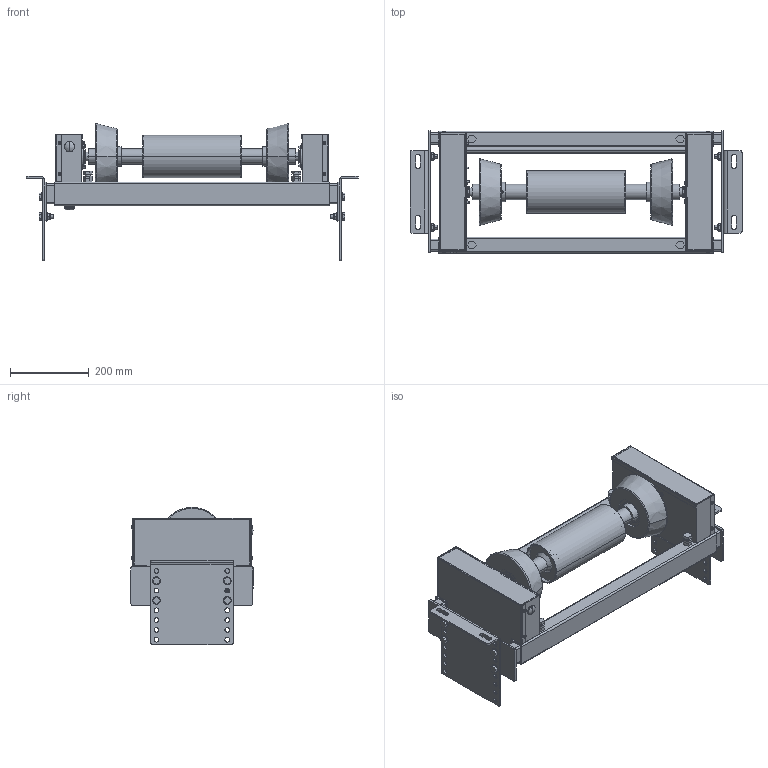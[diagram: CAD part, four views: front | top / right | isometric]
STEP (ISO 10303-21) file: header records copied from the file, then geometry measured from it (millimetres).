
FILE_DESCRIPTION((''),'2;1');
FILE_NAME('B47786_Stp.stp','2021-01-05T15:15:28',(''),(''),'Mechanical Desktop 2009','Mechanical Desktop 2009',', , ');
FILE_SCHEMA(('CONFIG_CONTROL_DESIGN'));
Length unit declared in the file: millimetre
Products named in the file (104): B47786_STP; B50029; B46957; B4695602; TEIL4A; TEIL3; VIERKANTROHR; B4695601; TEIL4; 6KT-SCHWEISSMUTTER_M12; 6KT-SCHWEISSMUTTER_M12A; EINPRESSMUTTER_M6; EINPRESSMUTTER_M6A; EINPRESSMUTTER_M4A; EINPRESSMUTTER_M4; TEIL1AAAAAA; 6KT-SCHRAUBE_M12X30; 6KT-SCHRAUBE_M12X30A; B46938; TEIL1A; B46937; TEIL1AAA; ZYL_SCHR__M4X8; ZYL_SCHR_M4X8; ZYL_SCHR__M4X16; ZYL_SCHR_M4X16; 6KT-MUTTER_M12_05D; 6KT-MUTTER_M12_05DA; FEDERRING_M4; FEDERRING_M4A; KABELVERSCHRAUBUNG_PG7; KABELVERSCHRAUBUNG_PG7A; KABELVERSCHRAUBUNG_PG11A; KABELVERSCHRAUBUNG_PG11; KABELVERSCHRAUBUNG_PG16A; KABELVERSCHRAUBUNG_PG16; GEGENMUTTER_PG16; GEGENMUTTER_PG16A; VERSCHLUSSKAPPE_PG16; VERSCHLUSSKAPPE_PG16A ...
Assembly tree (226 placements, depth 5):
  B47786_STP
    B50029
      B46957
        B4695602
          TEIL4A
        TEIL3
        VIERKANTROHR  x2
        B4695601
          TEIL4
        6KT-SCHWEISSMUTTER_M12  x4
          6KT-SCHWEISSMUTTER_M12A
        EINPRESSMUTTER_M6  x8
          EINPRESSMUTTER_M6A
        EINPRESSMUTTER_M4A  x2
          EINPRESSMUTTER_M4
        TEIL1AAAAAA  x2
      6KT-SCHRAUBE_M12X30  x4
        6KT-SCHRAUBE_M12X30A
      B46938  x2
        TEIL1A
      B46937  x2
        TEIL1AAA
      ZYL_SCHR__M4X8  x2
        ZYL_SCHR_M4X8
      ZYL_SCHR__M4X16  x2
        ZYL_SCHR_M4X16
      6KT-MUTTER_M12_05D  x4
        6KT-MUTTER_M12_05DA
      FEDERRING_M4  x2
        FEDERRING_M4A
      KABELVERSCHRAUBUNG_PG7  x3
        KABELVERSCHRAUBUNG_PG7A
      KABELVERSCHRAUBUNG_PG11A
        KABELVERSCHRAUBUNG_PG11
      KABELVERSCHRAUBUNG_PG16A
        KABELVERSCHRAUBUNG_PG16
      GEGENMUTTER_PG16
        GEGENMUTTER_PG16A
      VERSCHLUSSKAPPE_PG16
        VERSCHLUSSKAPPE_PG16A
      B46977
        B46977A
      DECKEL_GEHÄUSE_A105A
        DECKEL_GEHÄUSE_A105
      TRAGSCHIENE_NS15
        TRAGSCHIENE_NS15A
      KLEMME_MBK2.5_E  x8
        KLEMME_MBK2.5_EA
      KLEMMENDECKEL_D_MBK2_5_EA
        KLEMMENDECKEL_D_MBK2_5_E
      ENDHALTER_E_MBK  x2
        ENDHALTER_E_MBKA
      ZYLINDER-BLECHSCHRAUBE_4.2X6.5A  x8
        ZYLINDER-BLECHSCHRAUBE_4.2X6.5
      B50029|AVE_RENDER  x8
      B50029|AVE_GLOBAL
      B50029|RM_SDB  x3
    B46760
      TEIL1  x2
      TEIL2
Bounding box: 844 x 310.7 x 349.24 mm (x, y, z)
Volume: 7244080.6 mm3; surface area: 3111032.3 mm2
Topology: 161 solids, 161 shells, 2676 faces, 6503 edges, 4278 vertices
Faces by surface type: plane 1371, cylinder 962, cone 214, torus 104, bspline 24, sphere 1
Entity records: 35191 total; most frequent: CARTESIAN_POINT 6290, DIRECTION 6231, ORIENTED_EDGE 5286, EDGE_CURVE 2643, AXIS2_PLACEMENT_3D 2345, VERTEX_POINT 1742, VECTOR 1541, LINE 1541
